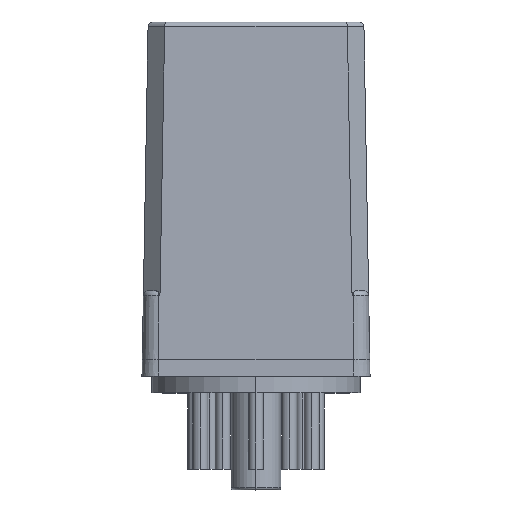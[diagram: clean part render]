
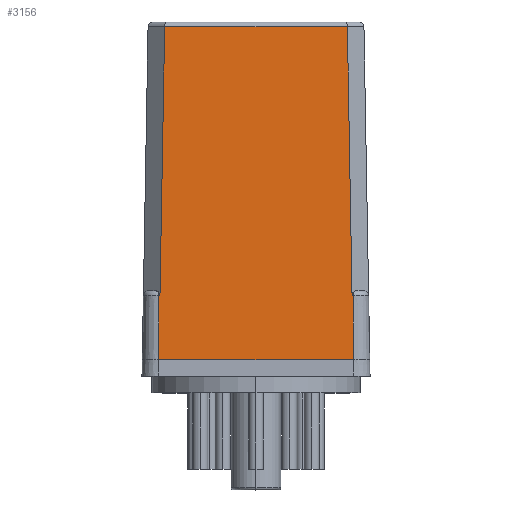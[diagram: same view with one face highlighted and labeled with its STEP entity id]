
A CAD part, top view. The second image highlights one B-rep face of the part: STEP entity #3156.
In plain terms, the highlighted planar face has unit normal (0, 0.018, 1).
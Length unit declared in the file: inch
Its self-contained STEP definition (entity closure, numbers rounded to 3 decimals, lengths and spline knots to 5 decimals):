
#11 = DIRECTION ( 'NONE',  ( -0.017, -1., 0.017 ) ) ;
#61 = VECTOR ( 'NONE', #3870, 39.37008 ) ;
#68 = CARTESIAN_POINT ( 'NONE',  ( -0.5507, 2.10552, 0.65075 ) ) ;
#73 = EDGE_CURVE ( 'NONE', #1326, #5039, #546, .T. ) ;
#247 = DIRECTION ( 'NONE',  ( 0., -1., 0.017 ) ) ;
#330 = VECTOR ( 'NONE', #2085, 39.37008 ) ;
#416 = ORIENTED_EDGE ( 'NONE', *, *, #2864, .T. ) ;
#475 = VECTOR ( 'NONE', #2846, 39.37008 ) ;
#546 = LINE ( 'NONE', #2635, #4694 ) ;
#635 = LINE ( 'NONE', #4352, #4776 ) ;
#727 = VECTOR ( 'NONE', #11, 39.37008 ) ;
#871 = EDGE_CURVE ( 'NONE', #4040, #5039, #3686, .T. ) ;
#876 = CARTESIAN_POINT ( 'NONE',  ( -0.5875, 0.1, 0.68575 ) ) ;
#930 = VERTEX_POINT ( 'NONE', #4448 ) ;
#1268 = CARTESIAN_POINT ( 'NONE',  ( 0.5871, 0.02224, 0.68711 ) ) ;
#1326 = VERTEX_POINT ( 'NONE', #3597 ) ;
#1371 = VERTEX_POINT ( 'NONE', #68 ) ;
#1403 = AXIS2_PLACEMENT_3D ( 'NONE', #1736, #4527, #2146 ) ;
#1533 = LINE ( 'NONE', #1268, #330 ) ;
#1736 = CARTESIAN_POINT ( 'NONE',  ( -0.6875, 0., 0.6875 ) ) ;
#1803 = VECTOR ( 'NONE', #5029, 39.37008 ) ;
#1824 = ORIENTED_EDGE ( 'NONE', *, *, #4132, .T. ) ;
#2013 = VERTEX_POINT ( 'NONE', #2817 ) ;
#2085 = DIRECTION ( 'NONE',  ( -0.017, 1., -0.017 ) ) ;
#2146 = DIRECTION ( 'NONE',  ( 0., -1., 0.017 ) ) ;
#2154 = EDGE_CURVE ( 'NONE', #4253, #930, #1533, .T. ) ;
#2155 = ORIENTED_EDGE ( 'NONE', *, *, #871, .T. ) ;
#2244 = LINE ( 'NONE', #3475, #61 ) ;
#2278 = ORIENTED_EDGE ( 'NONE', *, *, #2784, .T. ) ;
#2443 = CARTESIAN_POINT ( 'NONE',  ( -0.6875, 0.1, 0.68575 ) ) ;
#2444 = CARTESIAN_POINT ( 'NONE',  ( -0.58748, -0.00175, 0.68753 ) ) ;
#2520 = PLANE ( 'NONE',  #1403 ) ;
#2635 = CARTESIAN_POINT ( 'NONE',  ( 0.5875, 0., 0.6875 ) ) ;
#2784 = EDGE_CURVE ( 'NONE', #2929, #2013, #4988, .T. ) ;
#2817 = CARTESIAN_POINT ( 'NONE',  ( -0.5875, 0.48552, 0.67903 ) ) ;
#2846 = DIRECTION ( 'NONE',  ( 1., 0., 0. ) ) ;
#2864 = EDGE_CURVE ( 'NONE', #2013, #4040, #2244, .T. ) ;
#2867 = LINE ( 'NONE', #2444, #727 ) ;
#2912 = FACE_OUTER_BOUND ( 'NONE', #4705, .T. ) ;
#2929 = VERTEX_POINT ( 'NONE', #4648 ) ;
#2956 = ORIENTED_EDGE ( 'NONE', *, *, #73, .F. ) ;
#3028 = CARTESIAN_POINT ( 'NONE',  ( -0.6875, 0.48552, 0.67903 ) ) ;
#3124 = ORIENTED_EDGE ( 'NONE', *, *, #2154, .T. ) ;
#3156 = ADVANCED_FACE ( 'NONE', ( #2912 ), #2520, .T. ) ;
#3233 = CARTESIAN_POINT ( 'NONE',  ( 0.5875, 0.1, 0.68575 ) ) ;
#3244 = LINE ( 'NONE', #3335, #4423 ) ;
#3335 = CARTESIAN_POINT ( 'NONE',  ( -0.6875, 0.48552, 0.67903 ) ) ;
#3475 = CARTESIAN_POINT ( 'NONE',  ( -0.5875, 0., 0.6875 ) ) ;
#3597 = CARTESIAN_POINT ( 'NONE',  ( 0.5875, 0.48552, 0.67903 ) ) ;
#3686 = LINE ( 'NONE', #2443, #475 ) ;
#3732 = DIRECTION ( 'NONE',  ( -1., 0., 0. ) ) ;
#3870 = DIRECTION ( 'NONE',  ( 0., -1., 0.017 ) ) ;
#3980 = EDGE_CURVE ( 'NONE', #1371, #2929, #2867, .T. ) ;
#4040 = VERTEX_POINT ( 'NONE', #876 ) ;
#4132 = EDGE_CURVE ( 'NONE', #1326, #4253, #3244, .T. ) ;
#4253 = VERTEX_POINT ( 'NONE', #4983 ) ;
#4350 = ORIENTED_EDGE ( 'NONE', *, *, #3980, .T. ) ;
#4352 = CARTESIAN_POINT ( 'NONE',  ( -0.55019, 2.10552, 0.65075 ) ) ;
#4423 = VECTOR ( 'NONE', #3732, 39.37008 ) ;
#4448 = CARTESIAN_POINT ( 'NONE',  ( 0.55073, 2.10552, 0.65075 ) ) ;
#4527 = DIRECTION ( 'NONE',  ( 0., 0.017, 1. ) ) ;
#4648 = CARTESIAN_POINT ( 'NONE',  ( -0.57898, 0.48552, 0.67903 ) ) ;
#4694 = VECTOR ( 'NONE', #247, 39.37008 ) ;
#4705 = EDGE_LOOP ( 'NONE', ( #416, #2155, #2956, #1824, #3124, #4877, #4350, #2278 ) ) ;
#4747 = DIRECTION ( 'NONE',  ( -1., 0., 0. ) ) ;
#4776 = VECTOR ( 'NONE', #4747, 39.37008 ) ;
#4823 = EDGE_CURVE ( 'NONE', #930, #1371, #635, .T. ) ;
#4877 = ORIENTED_EDGE ( 'NONE', *, *, #4823, .T. ) ;
#4983 = CARTESIAN_POINT ( 'NONE',  ( 0.57901, 0.48552, 0.67903 ) ) ;
#4988 = LINE ( 'NONE', #3028, #1803 ) ;
#5029 = DIRECTION ( 'NONE',  ( -1., 0., 0. ) ) ;
#5039 = VERTEX_POINT ( 'NONE', #3233 ) ;
